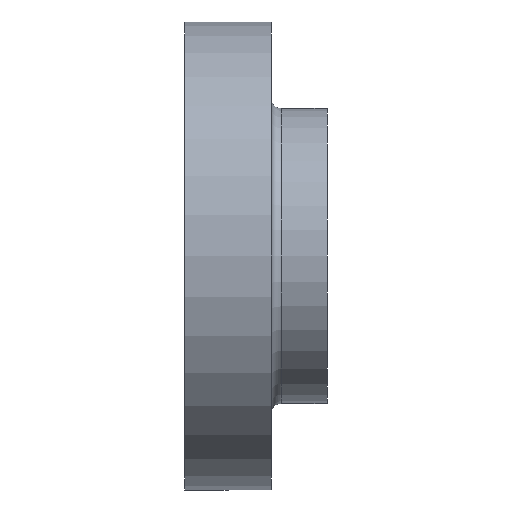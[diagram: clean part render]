
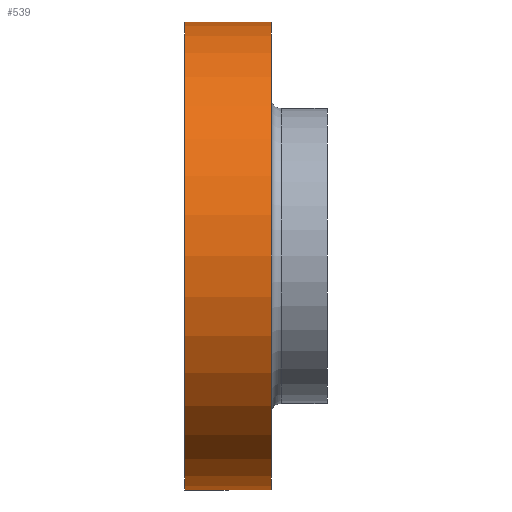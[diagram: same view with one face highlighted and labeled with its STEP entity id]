
A CAD part, front view. The second image highlights one B-rep face of the part: STEP entity #539.
In plain terms, the highlighted cylindrical face has radius 292.1 mm (diameter 584.2 mm), a partial arc.
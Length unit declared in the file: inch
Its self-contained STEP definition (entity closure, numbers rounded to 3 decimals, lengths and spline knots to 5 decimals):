
#29 = LINE ( 'NONE', #1124, #883 ) ;
#52 = DIRECTION ( 'NONE',  ( -1., 0., 0. ) ) ;
#67 = VERTEX_POINT ( 'NONE', #968 ) ;
#75 = EDGE_CURVE ( 'NONE', #67, #957, #134, .T. ) ;
#102 = CARTESIAN_POINT ( 'NONE',  ( -2.70014, 0., 11.5 ) ) ;
#134 = CIRCLE ( 'NONE', #900, 11.5 ) ;
#165 = AXIS2_PLACEMENT_3D ( 'NONE', #304, #714, #1136 ) ;
#254 = DIRECTION ( 'NONE',  ( 0., 0., 1. ) ) ;
#304 = CARTESIAN_POINT ( 'NONE',  ( 1.54986, 0., 0. ) ) ;
#309 = ORIENTED_EDGE ( 'NONE', *, *, #75, .F. ) ;
#353 = FACE_OUTER_BOUND ( 'NONE', #645, .T. ) ;
#382 = VERTEX_POINT ( 'NONE', #537 ) ;
#443 = EDGE_CURVE ( 'NONE', #1174, #957, #748, .T. ) ;
#537 = CARTESIAN_POINT ( 'NONE',  ( 1.54986, 0., -11.5 ) ) ;
#539 = ADVANCED_FACE ( 'NONE', ( #353 ), #761, .T. ) ;
#645 = EDGE_LOOP ( 'NONE', ( #1207, #783, #1186, #309 ) ) ;
#664 = DIRECTION ( 'NONE',  ( -1., 0., 0. ) ) ;
#714 = DIRECTION ( 'NONE',  ( -1., 0., 0. ) ) ;
#748 = LINE ( 'NONE', #979, #961 ) ;
#761 = CYLINDRICAL_SURFACE ( 'NONE', #1061, 11.5 ) ;
#783 = ORIENTED_EDGE ( 'NONE', *, *, #1197, .T. ) ;
#816 = CARTESIAN_POINT ( 'NONE',  ( 1.54986, 0., 11.5 ) ) ;
#883 = VECTOR ( 'NONE', #1042, 39.37008 ) ;
#900 = AXIS2_PLACEMENT_3D ( 'NONE', #1285, #664, #1275 ) ;
#957 = VERTEX_POINT ( 'NONE', #102 ) ;
#961 = VECTOR ( 'NONE', #1260, 39.37008 ) ;
#968 = CARTESIAN_POINT ( 'NONE',  ( -2.70014, 0., -11.5 ) ) ;
#979 = CARTESIAN_POINT ( 'NONE',  ( 0., 0., 11.5 ) ) ;
#1008 = EDGE_CURVE ( 'NONE', #382, #67, #29, .T. ) ;
#1042 = DIRECTION ( 'NONE',  ( -1., 0., 0. ) ) ;
#1061 = AXIS2_PLACEMENT_3D ( 'NONE', #1166, #52, #254 ) ;
#1124 = CARTESIAN_POINT ( 'NONE',  ( 0., 0., -11.5 ) ) ;
#1136 = DIRECTION ( 'NONE',  ( 0., 0., 1. ) ) ;
#1152 = CIRCLE ( 'NONE', #165, 11.5 ) ;
#1166 = CARTESIAN_POINT ( 'NONE',  ( 0., 0., 0. ) ) ;
#1174 = VERTEX_POINT ( 'NONE', #816 ) ;
#1186 = ORIENTED_EDGE ( 'NONE', *, *, #443, .T. ) ;
#1197 = EDGE_CURVE ( 'NONE', #382, #1174, #1152, .T. ) ;
#1207 = ORIENTED_EDGE ( 'NONE', *, *, #1008, .F. ) ;
#1260 = DIRECTION ( 'NONE',  ( -1., 0., 0. ) ) ;
#1275 = DIRECTION ( 'NONE',  ( 0., 0., 1. ) ) ;
#1285 = CARTESIAN_POINT ( 'NONE',  ( -2.70014, 0., 0. ) ) ;
